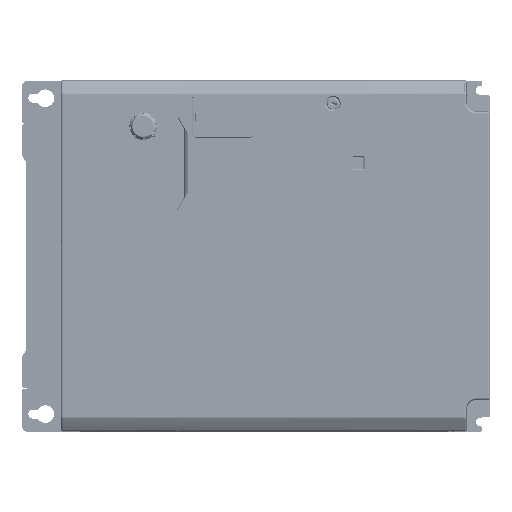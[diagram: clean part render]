
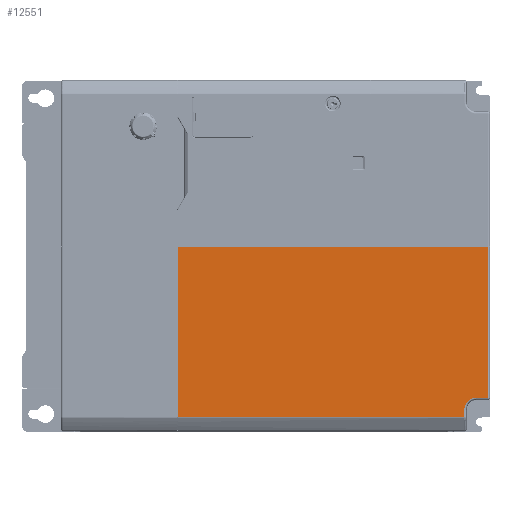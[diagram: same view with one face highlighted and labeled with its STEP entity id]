
A CAD part, top view. The second image highlights one B-rep face of the part: STEP entity #12551.
In plain terms, the highlighted planar face has unit normal (0, 0, 1).
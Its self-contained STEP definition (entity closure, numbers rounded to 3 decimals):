
#9500=PLANE('',#142884);
#12551=ADVANCED_FACE('',(#19530),#9500,.T.);
#19530=FACE_OUTER_BOUND('',#25442,.T.);
#25442=EDGE_LOOP('',(#59441,#59442,#59443,#59444,#59445,#59446,#59447));
#32290=LINE('',#194450,#45449);
#32291=LINE('',#194460,#45450);
#32554=LINE('',#195580,#45715);
#32555=LINE('',#195584,#45716);
#32556=LINE('',#195586,#45717);
#32557=LINE('',#195588,#45718);
#45449=VECTOR('',#155717,1.);
#45450=VECTOR('',#155730,1.);
#45715=VECTOR('',#156359,1.);
#45716=VECTOR('',#156364,1.);
#45717=VECTOR('',#156365,1.);
#45718=VECTOR('',#156366,1.);
#59441=ORIENTED_EDGE('',*,*,#113925,.F.);
#59442=ORIENTED_EDGE('',*,*,#113923,.F.);
#59443=ORIENTED_EDGE('',*,*,#113920,.T.);
#59444=ORIENTED_EDGE('',*,*,#114317,.T.);
#59445=ORIENTED_EDGE('',*,*,#114319,.T.);
#59446=ORIENTED_EDGE('',*,*,#114320,.F.);
#59447=ORIENTED_EDGE('',*,*,#114321,.F.);
#96450=VERTEX_POINT('',#194438);
#96453=VERTEX_POINT('',#194451);
#96454=VERTEX_POINT('',#194455);
#96455=VERTEX_POINT('',#194459);
#96756=VERTEX_POINT('',#195581);
#96757=VERTEX_POINT('',#195585);
#96758=VERTEX_POINT('',#195587);
#113920=EDGE_CURVE('',#96453,#96450,#32290,.T.);
#113923=EDGE_CURVE('',#96453,#96454,#137070,.T.);
#113925=EDGE_CURVE('',#96454,#96455,#32291,.T.);
#114317=EDGE_CURVE('',#96450,#96756,#32554,.T.);
#114319=EDGE_CURVE('',#96756,#96757,#32555,.T.);
#114320=EDGE_CURVE('',#96758,#96757,#32556,.T.);
#114321=EDGE_CURVE('',#96455,#96758,#32557,.T.);
#137070=CIRCLE('',#142697,6.152);
#142697=AXIS2_PLACEMENT_3D('',#194456,#155724,#155725);
#142884=AXIS2_PLACEMENT_3D('',#195589,#156367,#156368);
#155717=DIRECTION('',(1.,0.,0.));
#155724=DIRECTION('',(0.,0.,1.));
#155725=DIRECTION('',(0.,1.,0.));
#155730=DIRECTION('',(0.,-1.,0.));
#156359=DIRECTION('',(0.,1.,0.));
#156364=DIRECTION('',(-1.,0.,0.));
#156365=DIRECTION('',(0.,1.,0.));
#156366=DIRECTION('',(-1.,0.,0.));
#156367=DIRECTION('',(0.,0.,1.));
#156368=DIRECTION('',(0.,-1.,0.));
#194438=CARTESIAN_POINT('',(127.248,-72.548,15.3));
#194450=CARTESIAN_POINT('',(121.4,-72.548,15.3));
#194451=CARTESIAN_POINT('',(121.4,-72.548,15.3));
#194455=CARTESIAN_POINT('',(115.248,-78.7,15.3));
#194456=CARTESIAN_POINT('',(121.4,-78.7,15.3));
#194459=CARTESIAN_POINT('',(115.248,-82.476,15.3));
#194460=CARTESIAN_POINT('',(115.248,-78.7,15.3));
#195580=CARTESIAN_POINT('',(127.248,-72.548,15.3));
#195581=CARTESIAN_POINT('',(127.248,4.8,15.3));
#195584=CARTESIAN_POINT('',(127.248,4.8,15.3));
#195585=CARTESIAN_POINT('',(-31.7,4.8,15.3));
#195586=CARTESIAN_POINT('',(-31.7,-82.476,15.3));
#195587=CARTESIAN_POINT('',(-31.7,-82.476,15.3));
#195588=CARTESIAN_POINT('',(115.248,-82.476,15.3));
#195589=CARTESIAN_POINT('',(128.4,0.3,15.3));
